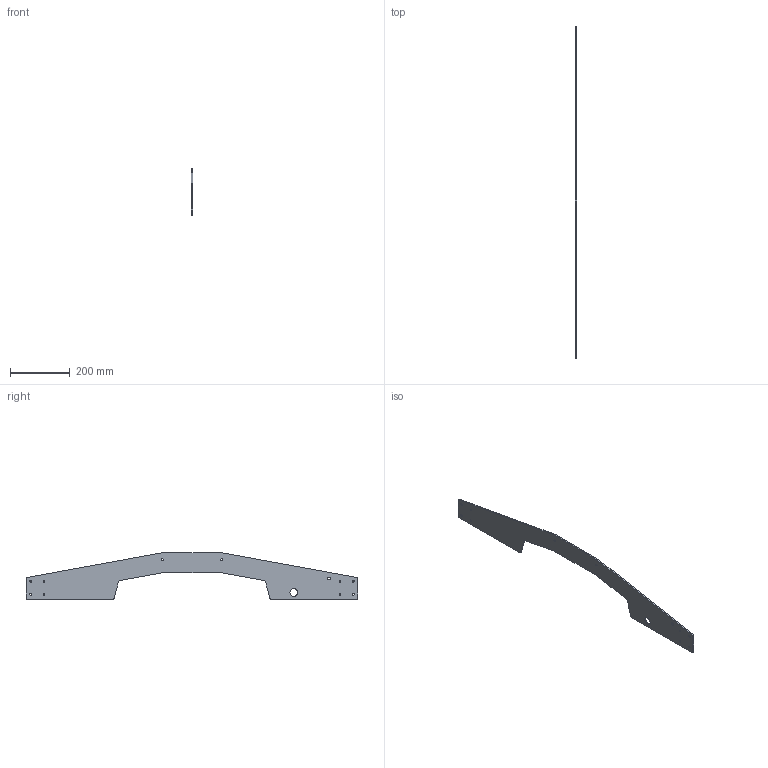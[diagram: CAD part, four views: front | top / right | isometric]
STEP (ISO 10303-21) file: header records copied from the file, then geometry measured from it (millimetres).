
FILE_DESCRIPTION(/* description */ ('STEP AP214'),/* implementation_level */ '2;1');
FILE_NAME(/* name */ '625b94f38af6832b855618e0',/* time_stamp */ '2022-04-17T04:17:55+00:00',/* author */ (''),/* organization */ (''),/* preprocessor_version */ 'ST-DEVELOPER v18.101',/* originating_system */ ' ',/* authorisation */ ' ');
FILE_SCHEMA (('AUTOMOTIVE_DESIGN {1 0 10303 214 3 1 1}'));
Length unit declared in the file: metre
Products named in the file (1): Part 465
Bounding box: 4.76 x 1115.72 x 155.57 mm (x, y, z)
Volume: 447220.1 mm3; surface area: 201132.3 mm2
Topology: 1 solids, 1 shells, 32 faces, 91 edges, 61 vertices
Faces by surface type: cylinder 18, plane 14
Full cylindrical faces by diameter (mm): 6.35 x10, 9.922 x1, 25.4 x1
Entity records: 1068 total; most frequent: DIRECTION 180, CARTESIAN_POINT 171, ORIENTED_EDGE 156, EDGE_CURVE 78, AXIS2_PLACEMENT_3D 69, EDGE_LOOP 68, FACE_BOUND 68, VERTEX_POINT 60
